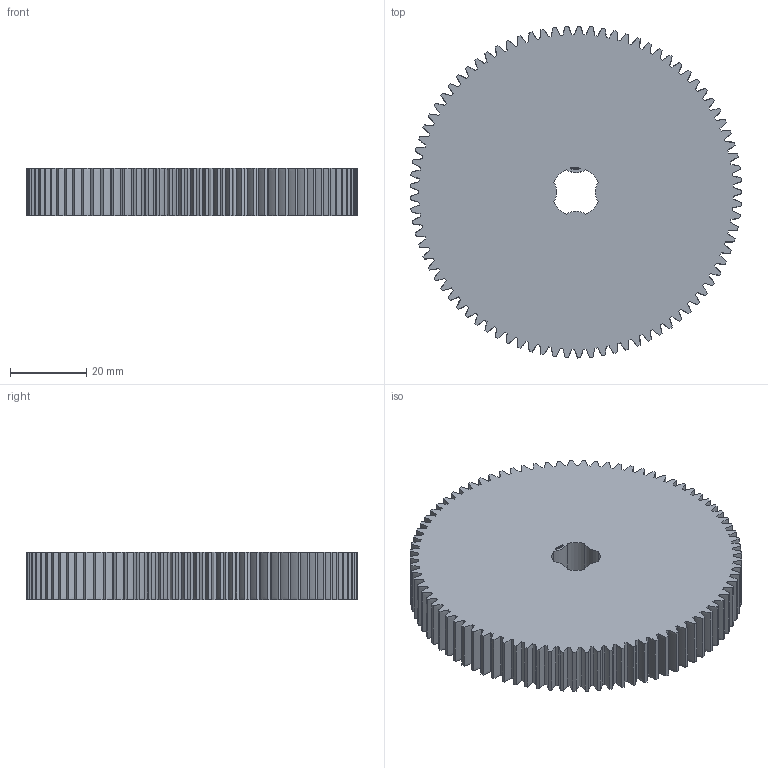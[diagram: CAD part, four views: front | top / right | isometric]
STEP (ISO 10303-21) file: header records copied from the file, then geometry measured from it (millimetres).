
FILE_DESCRIPTION(('FreeCAD Model'),'2;1');
FILE_NAME('Open CASCADE Shape Model','2024-03-11T00:16:10',(''),(''), 'Open CASCADE STEP processor 7.6','FreeCAD','Unknown');
FILE_SCHEMA(('AUTOMOTIVE_DESIGN { 1 0 10303 214 1 1 1 1 }'));
Products named in the file (1): Gear Wheel PLN TTH85 BU01.00 SFT-SHD - SPN-GWH-0320 (stemfie.org)
Bounding box: 86.98 x 87 x 12.5 mm (x, y, z)
Volume: 69323.9 mm3; surface area: 18320.9 mm2
Topology: 1 solids, 1 shells, 830 faces, 2394 edges, 1596 vertices
Faces by surface type: extrusion 506, plane 316, cylinder 8
Entity records: 79957 total; most frequent: CARTESIAN_POINT 29979, DIRECTION 6330, VECTOR 5632, LINE 5126, ORIENTED_EDGE 4788, PCURVE 4788, DEFINITIONAL_REPRESENTATION 4788, B_SPLINE_CURVE_WITH_KNOTS 2530
